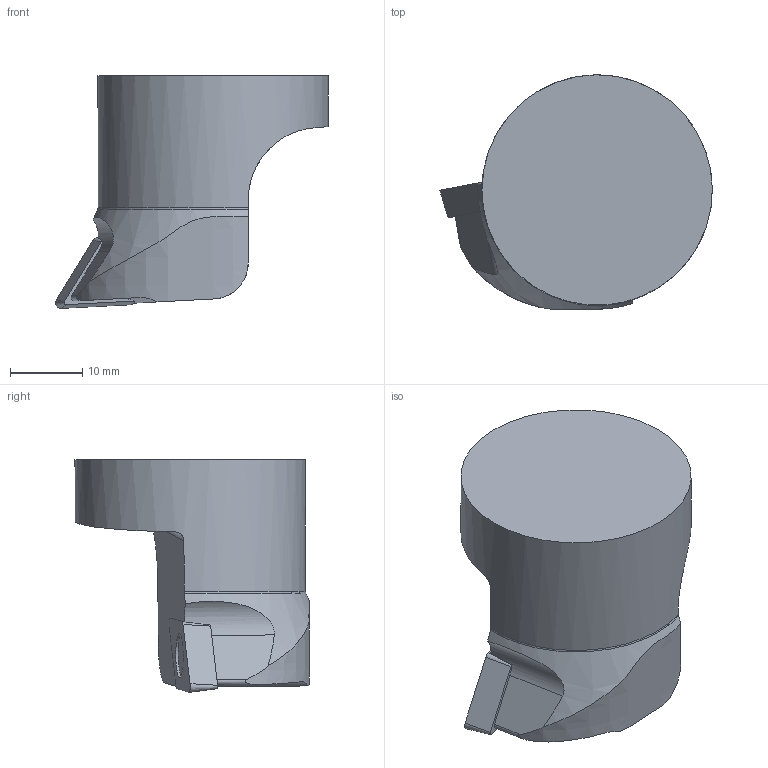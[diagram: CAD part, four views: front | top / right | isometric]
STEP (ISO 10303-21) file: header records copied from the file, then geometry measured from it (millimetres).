
FILE_DESCRIPTION(/* description */ (''),/* implementation_level */ '2;1');
FILE_NAME(/* name */ '1535711115994.stp',/* time_stamp */ '2018-08-31T15:55:31+05:00',/* author */ (''),/* organization */ ('SMS'),/* preprocessor_version */ 'ST-DEVELOPER v15',/* originating_system */ 'SIEMENS PLM Software NX 8.5',/* authorisation */ '');
FILE_SCHEMA (('AUTOMOTIVE_DESIGN { 1 0 10303 214 3 1 1 1 }'));
Length unit declared in the file: millimetre
Products named in the file (4): ASSEMBLY_CONSTRUCTION; IsoTurningInsert; 201791955mod000_00; 201791954mod000_00
Assembly tree (3 placements, depth 2):
  201791954mod000_00
    201791955mod000_00
    IsoTurningInsert
    ASSEMBLY_CONSTRUCTION
Bounding box: 37.87 x 32.5 x 32.32 mm (x, y, z)
Volume: 15158.9 mm3; surface area: 4589.6 mm2
Topology: 2 solids, 2 shells, 42 faces, 110 edges, 79 vertices
Faces by surface type: plane 18, cylinder 9, cone 9, torus 5, extrusion 1
Full cylindrical faces by diameter (mm): 4.4 x2, 32 x1
Entity records: 1627 total; most frequent: CARTESIAN_POINT 484, DIRECTION 219, ORIENTED_EDGE 190, EDGE_CURVE 95, AXIS2_PLACEMENT_3D 89, VERTEX_POINT 67, EDGE_LOOP 54, ADVANCED_FACE 42
